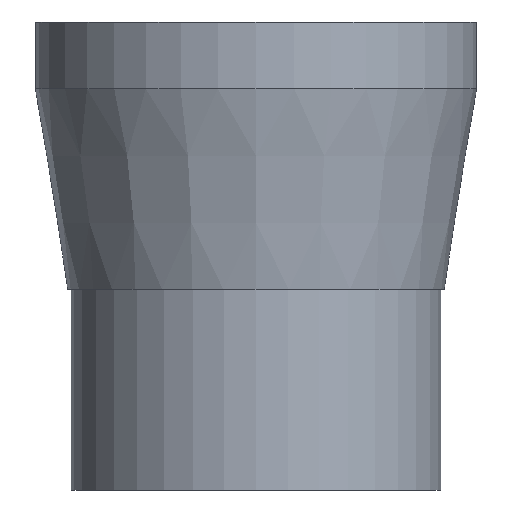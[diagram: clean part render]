
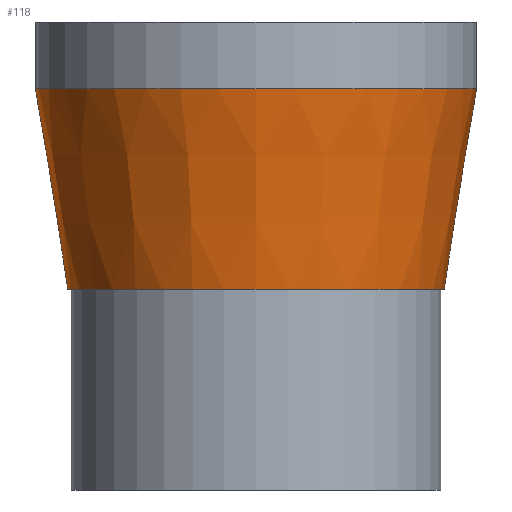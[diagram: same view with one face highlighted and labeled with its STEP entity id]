
A CAD part, left-side view. The second image highlights one B-rep face of the part: STEP entity #118.
In plain terms, the highlighted conical face has half-angle 9.183 degrees and reference radius 28.15 mm.
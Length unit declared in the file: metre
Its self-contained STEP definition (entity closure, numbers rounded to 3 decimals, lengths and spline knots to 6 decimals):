
#17=CONICAL_SURFACE('',#148,0.02815,0.16);
#30=ORIENTED_EDGE('',*,*,#45,.T.);
#31=ORIENTED_EDGE('',*,*,#44,.F.);
#44=EDGE_CURVE('',#54,#54,#64,.T.);
#45=EDGE_CURVE('',#55,#55,#65,.T.);
#54=VERTEX_POINT('',#217);
#55=VERTEX_POINT('',#220);
#64=CIRCLE('',#147,0.02815);
#65=CIRCLE('',#149,0.033);
#80=EDGE_LOOP('',(#30));
#81=EDGE_LOOP('',(#31));
#100=FACE_BOUND('',#80,.T.);
#101=FACE_BOUND('',#81,.T.);
#118=ADVANCED_FACE('',(#100,#101),#17,.T.);
#147=AXIS2_PLACEMENT_3D('',#216,#181,#182);
#148=AXIS2_PLACEMENT_3D('',#218,#183,#184);
#149=AXIS2_PLACEMENT_3D('',#219,#185,#186);
#181=DIRECTION('',(0.,0.,-1.));
#182=DIRECTION('',(-1.,0.,0.));
#183=DIRECTION('',(0.,0.,1.));
#184=DIRECTION('',(1.,0.,0.));
#185=DIRECTION('',(0.,0.,-1.));
#186=DIRECTION('',(-1.,0.,0.));
#216=CARTESIAN_POINT('',(0.,0.,0.));
#217=CARTESIAN_POINT('',(-0.02815,0.,0.));
#218=CARTESIAN_POINT('',(0.,0.,0.));
#219=CARTESIAN_POINT('',(0.,0.,0.03));
#220=CARTESIAN_POINT('',(-0.033,0.,0.03));
